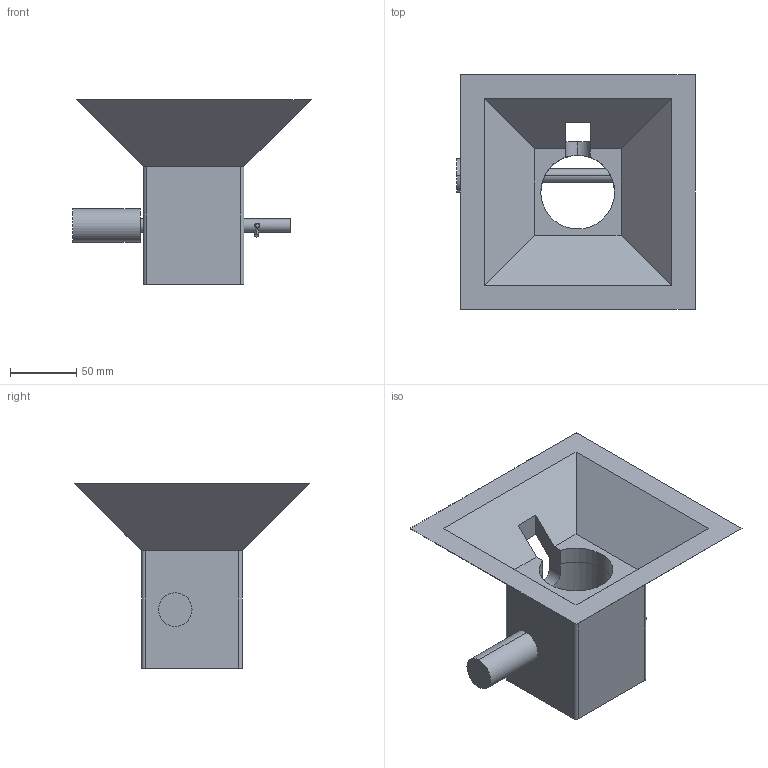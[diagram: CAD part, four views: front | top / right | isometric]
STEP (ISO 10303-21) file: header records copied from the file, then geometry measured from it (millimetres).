
FILE_DESCRIPTION (( 'STEP AP214' ), '1' );
FILE_NAME ('McHitchFemale.STEP', '2023-02-15T04:02:30', ( '' ), ( '' ), 'SwSTEP 2.0', 'SolidWorks 2022', '' );
FILE_SCHEMA (( 'AUTOMOTIVE_DESIGN' ));
Length unit declared in the file: inch
Products named in the file (5): mchitch female; Part3^McHitchFemale; McHitchFemale; mchitch pin1; rclip
Assembly tree (3 placements, depth 2):
  Part3^McHitchFemale
  McHitchFemale
    mchitch female
    mchitch pin1
    rclip
Bounding box: 180.34 x 177.8 x 139.7 mm (x, y, z)
Volume: 721530.1 mm3; surface area: 136544.5 mm2
Topology: 4 solids, 4 shells, 60 faces, 159 edges, 106 vertices
Faces by surface type: cylinder 29, plane 27, bspline 4
Entity records: 3345 total; most frequent: CARTESIAN_POINT 1662, ORIENTED_EDGE 318, DIRECTION 298, EDGE_CURVE 159, VERTEX_POINT 106, AXIS2_PLACEMENT_3D 105, VECTOR 88, LINE 88
